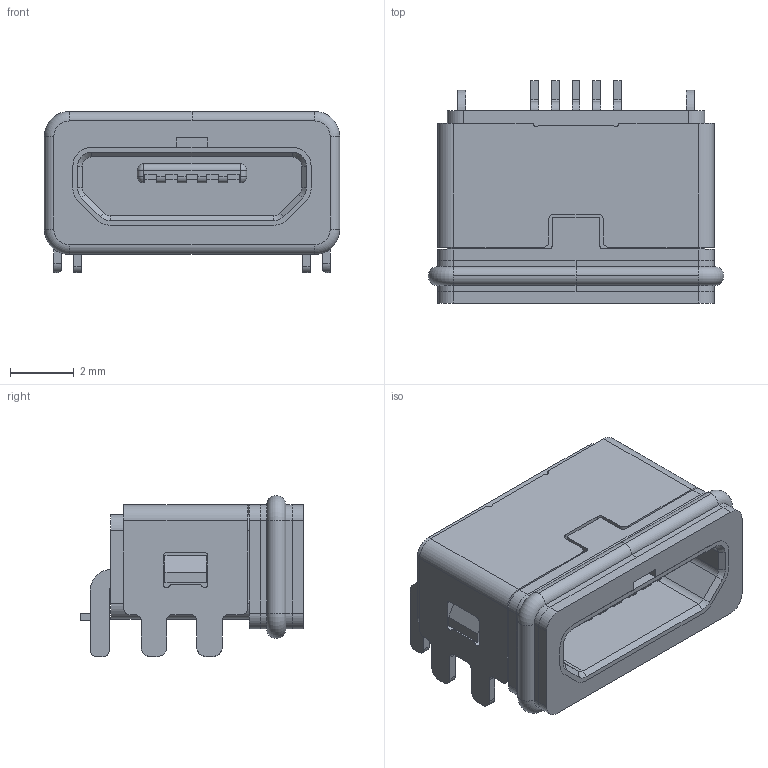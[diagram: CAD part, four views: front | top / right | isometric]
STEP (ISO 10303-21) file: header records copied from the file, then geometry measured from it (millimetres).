
FILE_DESCRIPTION(('FreeCAD Model'),'2;1');
FILE_NAME('USB_MICRO_1054431101_aligned.STEP','2018-10-27T09:27:43',('Author'),(''), 'Open CASCADE STEP processor 6.8','FreeCAD','Unknown');
FILE_SCHEMA(('AUTOMOTIVE_DESIGN_CC2 { 1 2 10303 214 -1 1 5 4 }'));
Length unit declared in the file: millimetre
Products named in the file (16): 1054431101; 1054431101008; 1054431101011; 1054431101004; 1054431101007; 1054431101013; 1054431101005; 1054431101001; 1054431101002; 1054431101014; 1054431101015; 1054431101012; 1054431101010; 1054431101006; 1054431101009; 1054431101003
Bounding box: 9.3 x 7 x 5.07 mm (x, y, z)
Volume: 154.3 mm3; surface area: 666.2 mm2
Topology: 16 solids, 16 shells, 429 faces, 1060 edges, 661 vertices
Faces by surface type: plane 274, cylinder 141, cone 6, torus 4, sphere 4
Entity records: 41247 total; most frequent: CARTESIAN_POINT 20171, DIRECTION 3538, ORIENTED_EDGE 2112, PCURVE 2112, DEFINITIONAL_REPRESENTATION 2112, LINE 1992, VECTOR 1992, EDGE_CURVE 1056
